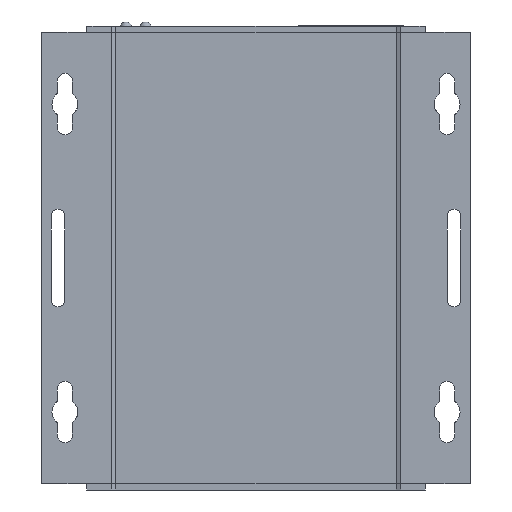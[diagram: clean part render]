
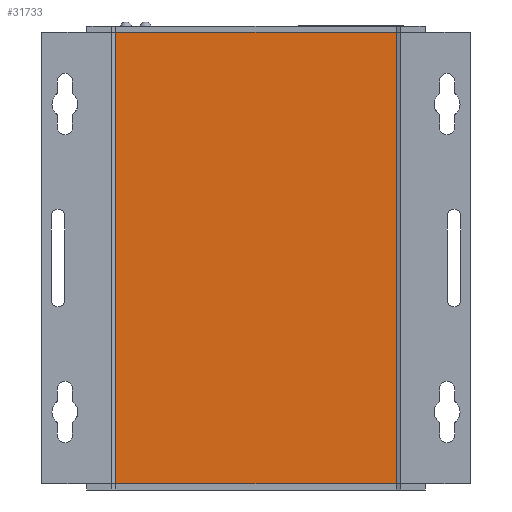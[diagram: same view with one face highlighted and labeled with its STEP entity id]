
A CAD part, front view. The second image highlights one B-rep face of the part: STEP entity #31733.
In plain terms, the highlighted planar face has unit normal (0, -1, 0).
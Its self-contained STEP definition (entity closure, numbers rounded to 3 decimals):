
#27032=DIRECTION('',(-1.,0.,0.));
#27033=VECTOR('',#27032,68.4);
#27034=CARTESIAN_POINT('',(241.408,150.675,-55.));
#27035=LINE('',#27034,#27033);
#27036=DIRECTION('',(0.,0.,-1.));
#27037=VECTOR('',#27036,110.);
#27038=CARTESIAN_POINT('',(241.408,150.675,55.));
#27039=LINE('',#27038,#27037);
#27040=DIRECTION('',(0.,0.,-1.));
#27041=VECTOR('',#27040,110.);
#27042=CARTESIAN_POINT('',(173.008,150.675,55.));
#27043=LINE('',#27042,#27041);
#28092=DIRECTION('',(-1.,0.,0.));
#28093=VECTOR('',#28092,68.4);
#28094=CARTESIAN_POINT('',(241.408,150.675,55.));
#28095=LINE('',#28094,#28093);
#29458=CARTESIAN_POINT('',(173.008,150.675,-55.));
#29459=VERTEX_POINT('',#29458);
#29460=CARTESIAN_POINT('',(241.408,150.675,-55.));
#29461=VERTEX_POINT('',#29460);
#30033=CARTESIAN_POINT('',(241.408,150.675,55.));
#30034=VERTEX_POINT('',#30033);
#30035=CARTESIAN_POINT('',(173.008,150.675,55.));
#30036=VERTEX_POINT('',#30035);
#31720=CARTESIAN_POINT('',(173.008,150.675,-55.));
#31721=DIRECTION('',(0.,-1.,0.));
#31722=DIRECTION('',(1.,0.,0.));
#31723=AXIS2_PLACEMENT_3D('',#31720,#31721,#31722);
#31724=PLANE('',#31723);
#31725=ORIENTED_EDGE('',*,*,#30478,.T.);
#31727=ORIENTED_EDGE('',*,*,#31726,.F.);
#31729=ORIENTED_EDGE('',*,*,#31728,.F.);
#31730=ORIENTED_EDGE('',*,*,#31705,.T.);
#31731=EDGE_LOOP('',(#31725,#31727,#31729,#31730));
#31732=FACE_OUTER_BOUND('',#31731,.F.);
#31733=ADVANCED_FACE('',(#31732),#31724,.T.);
#30478=EDGE_CURVE('',#29461,#29459,#27035,.T.);
#31705=EDGE_CURVE('',#30034,#29461,#27039,.T.);
#31726=EDGE_CURVE('',#30036,#29459,#27043,.T.);
#31728=EDGE_CURVE('',#30034,#30036,#28095,.T.);
